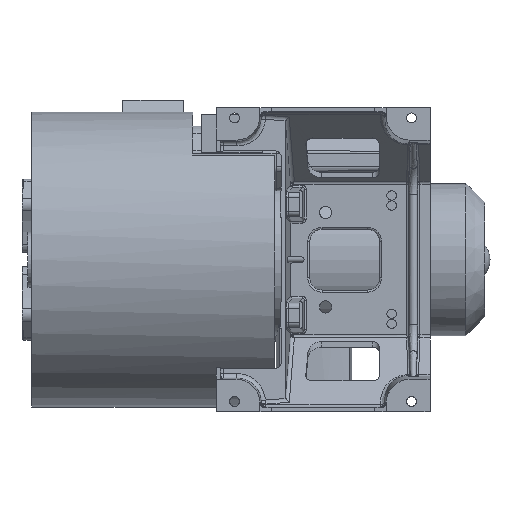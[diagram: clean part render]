
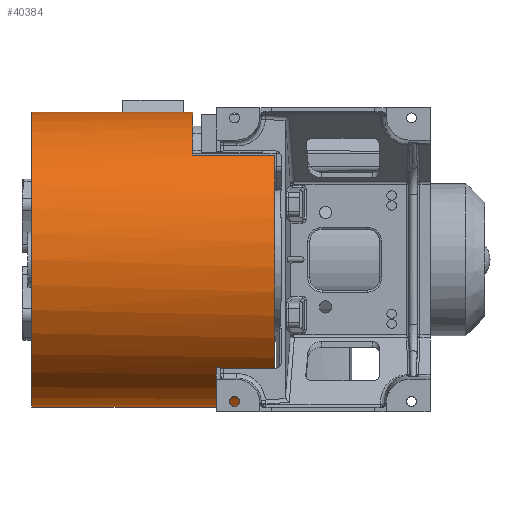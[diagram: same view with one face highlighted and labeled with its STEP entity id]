
A CAD part, front view. The second image highlights one B-rep face of the part: STEP entity #40384.
In plain terms, the highlighted cylindrical face has radius 218.25 mm (diameter 436.5 mm), a partial arc.
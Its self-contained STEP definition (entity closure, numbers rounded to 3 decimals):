
#26 = FACE_OUTER_BOUND ( 'NONE', #5662, .T. ) ;
#565 = CIRCLE ( 'NONE', #21013, 218.25 ) ;
#644 = VERTEX_POINT ( 'NONE', #17572 ) ;
#1020 = CARTESIAN_POINT ( 'NONE',  ( -117.8, 0., 218.25 ) ) ;
#3213 = DIRECTION ( 'NONE',  ( 0., 0.707, 0.707 ) ) ;
#5505 = VERTEX_POINT ( 'NONE', #26110 ) ;
#5612 = EDGE_CURVE ( 'NONE', #644, #6510, #14674, .T. ) ;
#5662 = EDGE_LOOP ( 'NONE', ( #16007, #13374, #30246, #28989, #23263, #39863 ) ) ;
#6225 = CARTESIAN_POINT ( 'NONE',  ( -356., 0., 0. ) ) ;
#6510 = VERTEX_POINT ( 'NONE', #17384 ) ;
#6694 = EDGE_CURVE ( 'NONE', #31008, #5505, #45820, .T. ) ;
#7146 = DIRECTION ( 'NONE',  ( 1., 0., 0. ) ) ;
#11091 = CYLINDRICAL_SURFACE ( 'NONE', #46014, 218.25 ) ;
#11334 = DIRECTION ( 'NONE',  ( 0., 0., -1. ) ) ;
#12428 = EDGE_CURVE ( 'NONE', #31008, #644, #565, .T. ) ;
#13374 = ORIENTED_EDGE ( 'NONE', *, *, #12428, .T. ) ;
#14674 = LINE ( 'NONE', #18364, #15180 ) ;
#15180 = VECTOR ( 'NONE', #37056, 1000. ) ;
#15420 = CARTESIAN_POINT ( 'NONE',  ( -117.8, -153.649, 155. ) ) ;
#15510 = DIRECTION ( 'NONE',  ( 0., 0., -1. ) ) ;
#16007 = ORIENTED_EDGE ( 'NONE', *, *, #6694, .F. ) ;
#17255 = VERTEX_POINT ( 'NONE', #15420 ) ;
#17384 = CARTESIAN_POINT ( 'NONE',  ( 3.8, 0., -218.25 ) ) ;
#17572 = CARTESIAN_POINT ( 'NONE',  ( -356., 0., -218.25 ) ) ;
#17777 = CARTESIAN_POINT ( 'NONE',  ( -117.8, 0., 0. ) ) ;
#18364 = CARTESIAN_POINT ( 'NONE',  ( -117.8, 0., -218.25 ) ) ;
#19968 = CARTESIAN_POINT ( 'NONE',  ( -117.8, -153.649, 155. ) ) ;
#20176 = CIRCLE ( 'NONE', #39047, 218.25 ) ;
#21013 = AXIS2_PLACEMENT_3D ( 'NONE', #6225, #47347, #31824 ) ;
#23263 = ORIENTED_EDGE ( 'NONE', *, *, #27663, .T. ) ;
#25607 = DIRECTION ( 'NONE',  ( 1., 0., 0. ) ) ;
#26110 = CARTESIAN_POINT ( 'NONE',  ( -117.8, 0., 218.25 ) ) ;
#26564 = CARTESIAN_POINT ( 'NONE',  ( 3.8, 0., 0. ) ) ;
#27036 = DIRECTION ( 'NONE',  ( 1., 0., 0. ) ) ;
#27663 = EDGE_CURVE ( 'NONE', #37987, #17255, #46833, .T. ) ;
#28989 = ORIENTED_EDGE ( 'NONE', *, *, #38446, .F. ) ;
#29483 = AXIS2_PLACEMENT_3D ( 'NONE', #36938, #7146, #3213 ) ;
#30246 = ORIENTED_EDGE ( 'NONE', *, *, #5612, .T. ) ;
#31008 = VERTEX_POINT ( 'NONE', #33116 ) ;
#31824 = DIRECTION ( 'NONE',  ( 0., 0., -1. ) ) ;
#33116 = CARTESIAN_POINT ( 'NONE',  ( -356., 0., 218.25 ) ) ;
#36938 = CARTESIAN_POINT ( 'NONE',  ( -117.8, 0., 0. ) ) ;
#37056 = DIRECTION ( 'NONE',  ( 1., 0., 0. ) ) ;
#37269 = VECTOR ( 'NONE', #46827, 1000. ) ;
#37987 = VERTEX_POINT ( 'NONE', #38204 ) ;
#38204 = CARTESIAN_POINT ( 'NONE',  ( 3.8, -153.649, 155. ) ) ;
#38446 = EDGE_CURVE ( 'NONE', #37987, #6510, #20176, .T. ) ;
#39047 = AXIS2_PLACEMENT_3D ( 'NONE', #26564, #27036, #15510 ) ;
#39863 = ORIENTED_EDGE ( 'NONE', *, *, #40386, .F. ) ;
#40384 = ADVANCED_FACE ( 'NONE', ( #26 ), #11091, .T. ) ;
#40386 = EDGE_CURVE ( 'NONE', #5505, #17255, #44418, .T. ) ;
#43353 = DIRECTION ( 'NONE',  ( -1., 0., 0. ) ) ;
#44418 = CIRCLE ( 'NONE', #29483, 218.25 ) ;
#45820 = LINE ( 'NONE', #1020, #37269 ) ;
#46014 = AXIS2_PLACEMENT_3D ( 'NONE', #17777, #25607, #11334 ) ;
#46145 = VECTOR ( 'NONE', #43353, 1000. ) ;
#46827 = DIRECTION ( 'NONE',  ( 1., 0., 0. ) ) ;
#46833 = LINE ( 'NONE', #19968, #46145 ) ;
#47347 = DIRECTION ( 'NONE',  ( 1., 0., 0. ) ) ;
